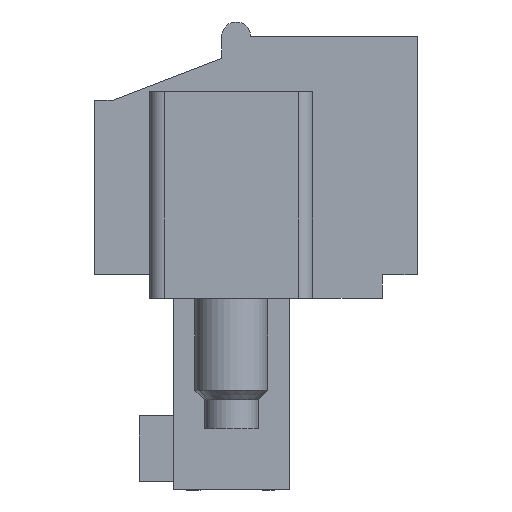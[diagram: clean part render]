
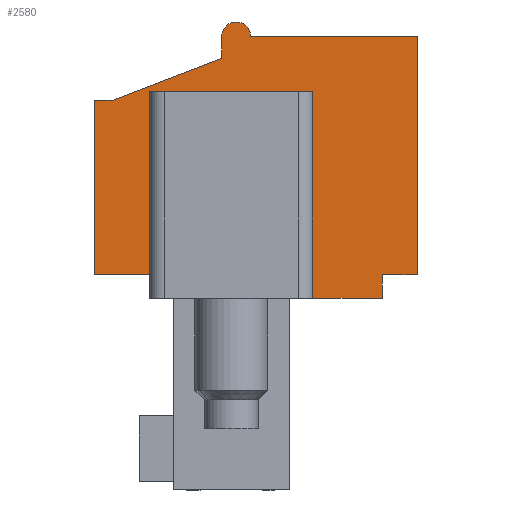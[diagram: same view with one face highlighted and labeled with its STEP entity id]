
A CAD part, left-side view. The second image highlights one B-rep face of the part: STEP entity #2580.
In plain terms, the highlighted planar face has unit normal (-1, 0, 0).
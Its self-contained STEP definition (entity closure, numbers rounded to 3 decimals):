
#2483=AXIS2_PLACEMENT_3D('Plane Axis2P3D',#2480,#2481,#2482) ;
#2506=AXIS2_PLACEMENT_3D('Circle Axis2P3D',#2504,#2505,$) ;
#2513=AXIS2_PLACEMENT_3D('Circle Axis2P3D',#2511,#2512,$) ;
#1868=CARTESIAN_POINT('Vertex',(4.8,11.1,7.4)) ;
#1871=CARTESIAN_POINT('Line Origine',(4.8,11.1,10.4)) ;
#1875=CARTESIAN_POINT('Vertex',(4.8,11.1,13.4)) ;
#2102=CARTESIAN_POINT('Vertex',(4.8,1.2,6.6)) ;
#2107=CARTESIAN_POINT('Line Origine',(4.8,2.4,6.6)) ;
#2111=CARTESIAN_POINT('Vertex',(4.8,3.6,6.6)) ;
#2445=CARTESIAN_POINT('Line Origine',(4.8,0.,11.5)) ;
#2449=CARTESIAN_POINT('Vertex',(4.8,0.,7.4)) ;
#2451=CARTESIAN_POINT('Vertex',(4.8,0.,15.6)) ;
#2480=CARTESIAN_POINT('Axis2P3D Location',(4.8,0.,0.)) ;
#2485=CARTESIAN_POINT('Line Origine',(4.8,1.2,7.)) ;
#2489=CARTESIAN_POINT('Vertex',(4.8,1.2,7.4)) ;
#2492=CARTESIAN_POINT('Line Origine',(4.8,0.6,7.4)) ;
#2497=CARTESIAN_POINT('Line Origine',(4.8,2.865,15.6)) ;
#2501=CARTESIAN_POINT('Vertex',(4.8,5.73,15.6)) ;
#2504=CARTESIAN_POINT('Axis2P3D Location',(4.8,6.23,15.6)) ;
#2508=CARTESIAN_POINT('Vertex',(4.8,6.23,16.1)) ;
#2511=CARTESIAN_POINT('Axis2P3D Location',(4.8,6.23,15.6)) ;
#2515=CARTESIAN_POINT('Vertex',(4.8,6.73,15.6)) ;
#2518=CARTESIAN_POINT('Line Origine',(4.8,6.73,15.225)) ;
#2522=CARTESIAN_POINT('Vertex',(4.8,6.73,14.85)) ;
#2525=CARTESIAN_POINT('Line Origine',(4.8,8.615,14.125)) ;
#2529=CARTESIAN_POINT('Vertex',(4.8,10.5,13.4)) ;
#2532=CARTESIAN_POINT('Line Origine',(4.8,10.8,13.4)) ;
#2537=CARTESIAN_POINT('Line Origine',(4.8,10.15,7.4)) ;
#2541=CARTESIAN_POINT('Vertex',(4.8,9.2,7.4)) ;
#2544=CARTESIAN_POINT('Line Origine',(4.8,9.2,10.55)) ;
#2548=CARTESIAN_POINT('Vertex',(4.8,9.2,13.7)) ;
#2551=CARTESIAN_POINT('Line Origine',(4.8,6.4,13.7)) ;
#2555=CARTESIAN_POINT('Vertex',(4.8,3.6,13.7)) ;
#2558=CARTESIAN_POINT('Line Origine',(4.8,3.6,10.15)) ;
#1872=DIRECTION('Vector Direction',(0.,0.,-1.)) ;
#2108=DIRECTION('Vector Direction',(0.,-1.,0.)) ;
#2446=DIRECTION('Vector Direction',(0.,0.,1.)) ;
#2481=DIRECTION('Axis2P3D Direction',(-1.,0.,0.)) ;
#2482=DIRECTION('Axis2P3D XDirection',(0.,0.,1.)) ;
#2486=DIRECTION('Vector Direction',(0.,0.,1.)) ;
#2493=DIRECTION('Vector Direction',(0.,-1.,0.)) ;
#2498=DIRECTION('Vector Direction',(0.,1.,0.)) ;
#2505=DIRECTION('Axis2P3D Direction',(-1.,0.,0.)) ;
#2512=DIRECTION('Axis2P3D Direction',(-1.,0.,0.)) ;
#2519=DIRECTION('Vector Direction',(0.,0.,-1.)) ;
#2526=DIRECTION('Vector Direction',(0.,0.933,-0.359)) ;
#2533=DIRECTION('Vector Direction',(0.,1.,0.)) ;
#2538=DIRECTION('Vector Direction',(0.,-1.,0.)) ;
#2545=DIRECTION('Vector Direction',(0.,0.,1.)) ;
#2552=DIRECTION('Vector Direction',(0.,-1.,0.)) ;
#2559=DIRECTION('Vector Direction',(0.,0.,-1.)) ;
#1873=VECTOR('Line Direction',#1872,1.) ;
#2109=VECTOR('Line Direction',#2108,1.) ;
#2447=VECTOR('Line Direction',#2446,1.) ;
#2487=VECTOR('Line Direction',#2486,1.) ;
#2494=VECTOR('Line Direction',#2493,1.) ;
#2499=VECTOR('Line Direction',#2498,1.) ;
#2520=VECTOR('Line Direction',#2519,1.) ;
#2527=VECTOR('Line Direction',#2526,1.) ;
#2534=VECTOR('Line Direction',#2533,1.) ;
#2539=VECTOR('Line Direction',#2538,1.) ;
#2546=VECTOR('Line Direction',#2545,1.) ;
#2553=VECTOR('Line Direction',#2552,1.) ;
#2560=VECTOR('Line Direction',#2559,1.) ;
#2564=ORIENTED_EDGE('',*,*,#2113,.T.) ;
#2565=ORIENTED_EDGE('',*,*,#2491,.F.) ;
#2566=ORIENTED_EDGE('',*,*,#2496,.F.) ;
#2567=ORIENTED_EDGE('',*,*,#2453,.T.) ;
#2568=ORIENTED_EDGE('',*,*,#2503,.F.) ;
#2569=ORIENTED_EDGE('',*,*,#2510,.F.) ;
#2570=ORIENTED_EDGE('',*,*,#2517,.F.) ;
#2571=ORIENTED_EDGE('',*,*,#2524,.F.) ;
#2572=ORIENTED_EDGE('',*,*,#2531,.F.) ;
#2573=ORIENTED_EDGE('',*,*,#2536,.F.) ;
#2574=ORIENTED_EDGE('',*,*,#1877,.T.) ;
#2575=ORIENTED_EDGE('',*,*,#2543,.F.) ;
#2576=ORIENTED_EDGE('',*,*,#2550,.F.) ;
#2577=ORIENTED_EDGE('',*,*,#2557,.F.) ;
#2578=ORIENTED_EDGE('',*,*,#2562,.F.) ;
#2580=ADVANCED_FACE('HOUSING',(#2579),#2484,.T.) ;
#2507=CIRCLE('generated circle',#2506,0.5) ;
#2514=CIRCLE('generated circle',#2513,0.5) ;
#1877=EDGE_CURVE('',#1876,#1869,#1874,.T.) ;
#2113=EDGE_CURVE('',#2112,#2103,#2110,.T.) ;
#2453=EDGE_CURVE('',#2450,#2452,#2448,.T.) ;
#2491=EDGE_CURVE('',#2490,#2103,#2488,.F.) ;
#2496=EDGE_CURVE('',#2450,#2490,#2495,.F.) ;
#2503=EDGE_CURVE('',#2502,#2452,#2500,.F.) ;
#2510=EDGE_CURVE('',#2509,#2502,#2507,.F.) ;
#2517=EDGE_CURVE('',#2516,#2509,#2514,.F.) ;
#2524=EDGE_CURVE('',#2523,#2516,#2521,.F.) ;
#2531=EDGE_CURVE('',#2530,#2523,#2528,.F.) ;
#2536=EDGE_CURVE('',#1876,#2530,#2535,.F.) ;
#2543=EDGE_CURVE('',#2542,#1869,#2540,.F.) ;
#2550=EDGE_CURVE('',#2549,#2542,#2547,.F.) ;
#2557=EDGE_CURVE('',#2556,#2549,#2554,.F.) ;
#2562=EDGE_CURVE('',#2112,#2556,#2561,.F.) ;
#2563=EDGE_LOOP('',(#2564,#2565,#2566,#2567,#2568,#2569,#2570,#2571,#2572,#2573,#2574,#2575,#2576,#2577,#2578)) ;
#2579=FACE_OUTER_BOUND('',#2563,.T.) ;
#1874=LINE('Line',#1871,#1873) ;
#2110=LINE('Line',#2107,#2109) ;
#2448=LINE('Line',#2445,#2447) ;
#2488=LINE('Line',#2485,#2487) ;
#2495=LINE('Line',#2492,#2494) ;
#2500=LINE('Line',#2497,#2499) ;
#2521=LINE('Line',#2518,#2520) ;
#2528=LINE('Line',#2525,#2527) ;
#2535=LINE('Line',#2532,#2534) ;
#2540=LINE('Line',#2537,#2539) ;
#2547=LINE('Line',#2544,#2546) ;
#2554=LINE('Line',#2551,#2553) ;
#2561=LINE('Line',#2558,#2560) ;
#2484=PLANE('',#2483) ;
#1869=VERTEX_POINT('',#1868) ;
#1876=VERTEX_POINT('',#1875) ;
#2103=VERTEX_POINT('',#2102) ;
#2112=VERTEX_POINT('',#2111) ;
#2450=VERTEX_POINT('',#2449) ;
#2452=VERTEX_POINT('',#2451) ;
#2490=VERTEX_POINT('',#2489) ;
#2502=VERTEX_POINT('',#2501) ;
#2509=VERTEX_POINT('',#2508) ;
#2516=VERTEX_POINT('',#2515) ;
#2523=VERTEX_POINT('',#2522) ;
#2530=VERTEX_POINT('',#2529) ;
#2542=VERTEX_POINT('',#2541) ;
#2549=VERTEX_POINT('',#2548) ;
#2556=VERTEX_POINT('',#2555) ;
